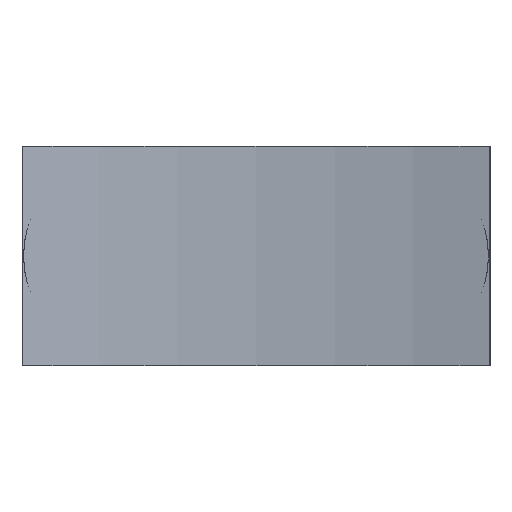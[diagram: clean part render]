
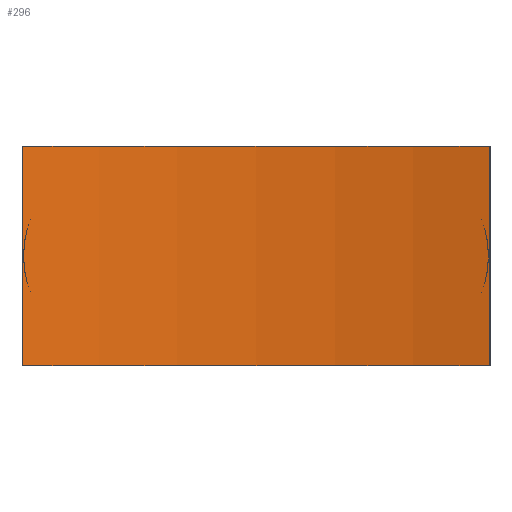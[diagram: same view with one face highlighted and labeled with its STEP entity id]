
A CAD part, top view. The second image highlights one B-rep face of the part: STEP entity #296.
In plain terms, the highlighted cylindrical face has radius 3198.8 mm (diameter 6397.61 mm), a partial arc.
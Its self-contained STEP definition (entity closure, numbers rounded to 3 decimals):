
#296=ADVANCED_FACE('',(#458),#454,.F.);
#454=CYLINDRICAL_SURFACE('',#3248,3198.804);
#458=FACE_OUTER_BOUND('',#613,.T.);
#613=EDGE_LOOP('',(#780,#781,#782,#783));
#780=ORIENTED_EDGE('',*,*,#1828,.T.);
#781=ORIENTED_EDGE('',*,*,#1829,.T.);
#782=ORIENTED_EDGE('',*,*,#1830,.T.);
#783=ORIENTED_EDGE('',*,*,#1831,.T.);
#1572=VERTEX_POINT('',#3854);
#1573=VERTEX_POINT('',#3855);
#1574=VERTEX_POINT('',#3857);
#1575=VERTEX_POINT('',#3859);
#1828=EDGE_CURVE('',#1572,#1573,#2587,.T.);
#1829=EDGE_CURVE('',#1573,#1574,#2905,.T.);
#1830=EDGE_CURVE('',#1574,#1575,#2588,.T.);
#1831=EDGE_CURVE('',#1575,#1572,#2906,.T.);
#2587=CIRCLE('',#3246,3198.804);
#2588=CIRCLE('',#3247,3198.804);
#2905=LINE('',#3856,#2978);
#2906=LINE('',#3860,#2979);
#2978=VECTOR('',#3431,1.);
#2979=VECTOR('',#3434,1.);
#3246=AXIS2_PLACEMENT_3D('',#3853,#3429,#3430);
#3247=AXIS2_PLACEMENT_3D('',#3858,#3432,#3433);
#3248=AXIS2_PLACEMENT_3D('',#3861,#3435,#3436);
#3429=DIRECTION('',(0.,-1.,0.));
#3430=DIRECTION('',(1.,0.,0.));
#3431=DIRECTION('',(0.,1.,0.));
#3432=DIRECTION('',(0.,1.,0.));
#3433=DIRECTION('',(1.,0.,0.));
#3434=DIRECTION('',(0.,-1.,0.));
#3435=DIRECTION('',(0.,-1.,0.));
#3436=DIRECTION('',(0.,0.,-1.));
#3853=CARTESIAN_POINT('',(0.,-400.,3198.804));
#3854=CARTESIAN_POINT('',(-850.,-400.,115.));
#3855=CARTESIAN_POINT('',(850.,-400.,115.));
#3856=CARTESIAN_POINT('',(850.,400.,115.));
#3857=CARTESIAN_POINT('',(850.,400.,115.));
#3858=CARTESIAN_POINT('',(0.,400.,3198.804));
#3859=CARTESIAN_POINT('',(-850.,400.,115.));
#3860=CARTESIAN_POINT('',(-850.,400.,115.));
#3861=CARTESIAN_POINT('',(0.,400.,3198.804));
